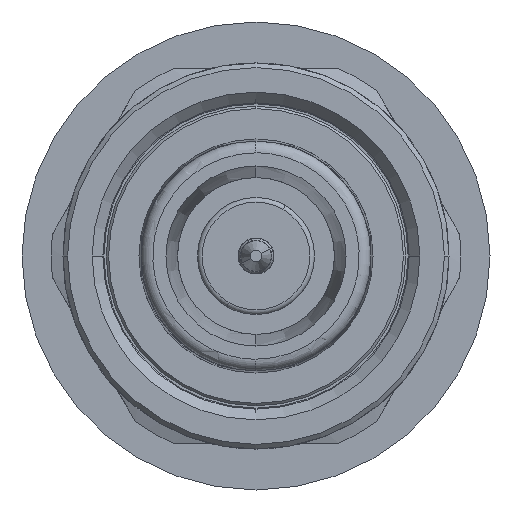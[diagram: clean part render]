
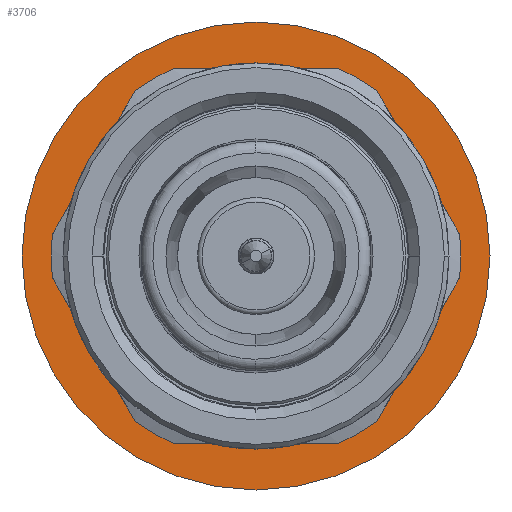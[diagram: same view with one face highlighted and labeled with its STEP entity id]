
A CAD part, left-side view. The second image highlights one B-rep face of the part: STEP entity #3706.
In plain terms, the highlighted face is planar.
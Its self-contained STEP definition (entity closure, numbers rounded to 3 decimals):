
#222 = DIRECTION ( 'NONE',  ( 0., 0., 1. ) ) ;
#253 = DIRECTION ( 'NONE',  ( 1., 0., 0. ) ) ;
#632 = AXIS2_PLACEMENT_3D ( 'NONE', #2285, #3980, #4654 ) ;
#1102 = EDGE_CURVE ( 'NONE', #6953, #3852, #3396, .T. ) ;
#1321 = FACE_OUTER_BOUND ( 'NONE', #7104, .T. ) ;
#1434 = CARTESIAN_POINT ( 'NONE',  ( 0., 0., 25. ) ) ;
#1906 = ORIENTED_EDGE ( 'NONE', *, *, #4294, .F. ) ;
#2285 = CARTESIAN_POINT ( 'NONE',  ( 0., 0., 25. ) ) ;
#2719 = CARTESIAN_POINT ( 'NONE',  ( 10., 0., 25. ) ) ;
#3167 = PLANE ( 'NONE',  #6280 ) ;
#3396 = CIRCLE ( 'NONE', #5327, 10. ) ;
#3706 = ADVANCED_FACE ( 'N', ( #1321 ), #3167, .T. ) ;
#3852 = VERTEX_POINT ( 'NONE', #2719 ) ;
#3953 = DIRECTION ( 'NONE',  ( 0., 0., -1. ) ) ;
#3980 = DIRECTION ( 'NONE',  ( 0., 0., -1. ) ) ;
#4294 = EDGE_CURVE ( 'NONE', #3852, #6953, #4613, .T. ) ;
#4557 = CARTESIAN_POINT ( 'NONE',  ( -10., 0., 25. ) ) ;
#4613 = CIRCLE ( 'NONE', #632, 10. ) ;
#4654 = DIRECTION ( 'NONE',  ( -1., 0., 0. ) ) ;
#5327 = AXIS2_PLACEMENT_3D ( 'NONE', #6245, #3953, #5746 ) ;
#5746 = DIRECTION ( 'NONE',  ( -1., 0., 0. ) ) ;
#6242 = ORIENTED_EDGE ( 'NONE', *, *, #1102, .F. ) ;
#6245 = CARTESIAN_POINT ( 'NONE',  ( 0., 0., 25. ) ) ;
#6280 = AXIS2_PLACEMENT_3D ( 'NONE', #1434, #222, #253 ) ;
#6953 = VERTEX_POINT ( 'NONE', #4557 ) ;
#7104 = EDGE_LOOP ( 'NONE', ( #6242, #1906 ) ) ;
